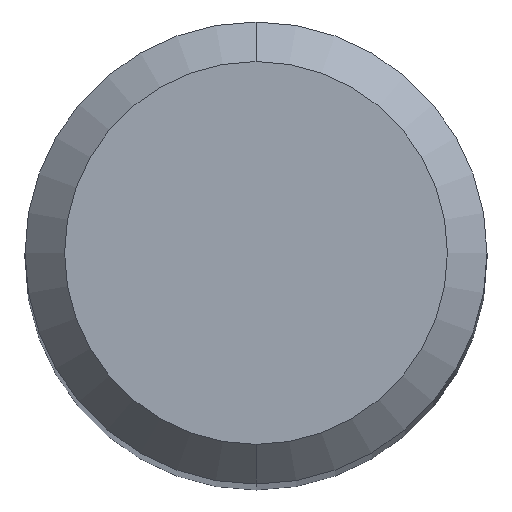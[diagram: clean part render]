
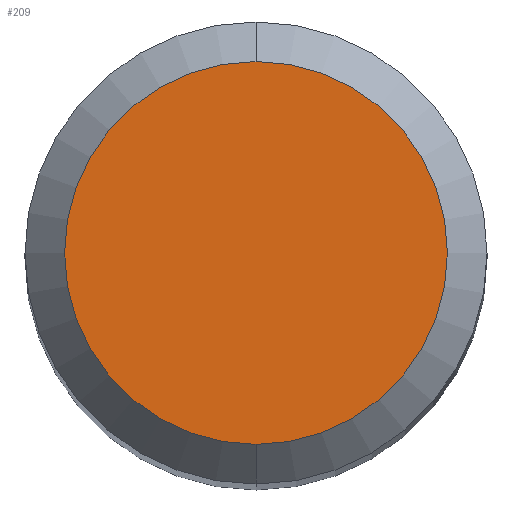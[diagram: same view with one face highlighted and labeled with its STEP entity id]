
A CAD part, top view. The second image highlights one B-rep face of the part: STEP entity #209.
In plain terms, the highlighted planar face has unit normal (0, 0, 1).
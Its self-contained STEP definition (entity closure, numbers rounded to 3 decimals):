
#183=VERTEX_POINT('',#403);
#195=VERTEX_POINT('',#418);
#209=ADVANCED_FACE('',(#433),#434,.T.);
#223=EDGE_CURVE('',#183,#195,#450,.T.);
#309=EDGE_CURVE('',#195,#183,#549,.T.);
#403=CARTESIAN_POINT('',(0.,-1.45,0.0));
#418=CARTESIAN_POINT('',(0.0,1.45,0.0));
#433=FACE_OUTER_BOUND('',#695,.T.);
#434=PLANE('',#696);
#450=CIRCLE('',#716,1.45);
#549=CIRCLE('',#843,1.45);
#695=EDGE_LOOP('',(#977,#978));
#696=AXIS2_PLACEMENT_3D('',#979,#980,#981);
#716=AXIS2_PLACEMENT_3D('',#1002,#1003,#1004);
#843=AXIS2_PLACEMENT_3D('',#1139,#1140,#1141);
#977=ORIENTED_EDGE('',*,*,#309,.F.);
#978=ORIENTED_EDGE('',*,*,#223,.F.);
#979=CARTESIAN_POINT('',(0.0,0.725,0.0));
#980=DIRECTION('',(-0.0,0.0,1.0));
#981=DIRECTION('',(0.0,-1.0,0.0));
#1002=CARTESIAN_POINT('',(0.0,0.0,0.0));
#1003=DIRECTION('',(0.0,0.0,-1.0));
#1004=DIRECTION('',(0.0,1.0,0.0));
#1139=CARTESIAN_POINT('',(0.0,0.0,0.0));
#1140=DIRECTION('',(0.0,0.0,-1.0));
#1141=DIRECTION('',(0.0,1.0,0.0));
